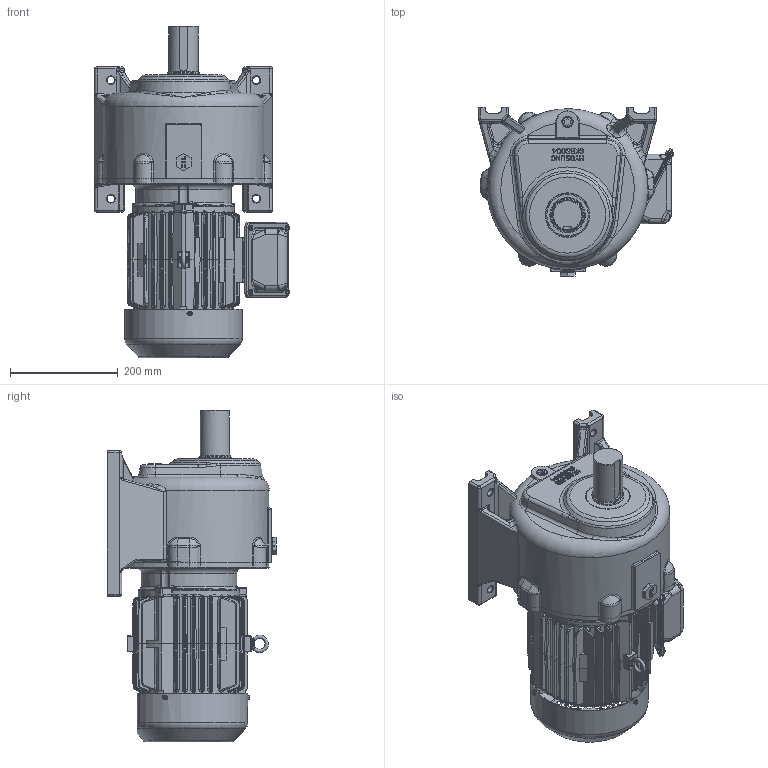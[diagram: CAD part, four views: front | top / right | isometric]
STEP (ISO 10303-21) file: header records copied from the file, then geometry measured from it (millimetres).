
FILE_DESCRIPTION(/* description */ ('Unknown'),/* implementation_level */ '2;1');
FILE_NAME(/* name */ 'EK2DO07146_FHB_2.2kW_R75_CUSTOMER',/* time_stamp */ '2019-06-24T10:31:27+09:00',/* author */ ('Unknown'),/* organization */ ('Unknown'),/* preprocessor_version */ 'ST-DEVELOPER v16.7',/* originating_system */ 'DEX',/* authorisation */ $);
FILE_SCHEMA (('AP203_CONFIGURATION_CONTROLLED_3D_DESIGN_OF_MECHANICAL_PARTS_AND_ASSEMBLIES_MIM_LF { 1 0 10303 203 3 1 4 }','AP242_MANAGED_MODEL_BASED_3D_ENGINEERING_MIM_LF { 1 0 10303 442 1 1 4 }','AUTOMOTIVE_DESIGN {1 0 10303 214 3 1 1}'));
Products named in the file (22): EK2DO07146_FHB_2.2kW_R75_CUSTOMER; DKA0101504_DGKBS004_Casing_mbs_kmj_CUSTOMER; DKA0700402_DGKDS008; DKA0800191_DGKBS390_CUSTOMER; 4-2 FR.100L_Round Frame_CUSTOMER; 1-2 Round Frame + 嬴檜; FR.100L_ROUND_DMA0300846; M8_嬴檜; 2-1 �ݺ��� �����+��켓+후드+볼트; DSMW10384_饶3; M5x8_饶靛; 3-1 FR.100~132 繹っ 欽; DSMW10140_欽濠4; DSMW10141_ī1; 陛蝶鰍_; ~FR.132 炼赋杭飘柬姼_旎る矂; Oil Seal(60x82x12); Oil Seal(60x82x12) 胶橇; Socket Plug Conical Hole Thread R 1-2 DIN 906(Screw Plug Conical Hole
 Thread R 1-2 DIN 906); 1in BSP Tank Plug_5530
Assembly tree (26 placements, depth 4):
  EK2DO07146_FHB_2.2kW_R75_CUSTOMER
    DKA0101504_DGKBS004_Casing_mbs_kmj_CUSTOMER
    DKA0700402_DGKDS008
    DKA0800191_DGKBS390_CUSTOMER
    4-2 FR.100L_Round Frame_CUSTOMER
      1-2 Round Frame + 嬴檜
        FR.100L_ROUND_DMA0300846
        M8_嬴檜
      2-1 �ݺ��� �����+��켓+후드+볼트
        DSMW10384_饶3
        M5x8_饶靛  x3
      3-1 FR.100~132 繹っ 欽
        DSMW10140_欽濠4
        DSMW10141_ī1
        陛蝶鰍_
        ~FR.132 炼赋杭飘柬姼_旎る矂  x4
        陛蝶鰍_
    Oil Seal(60x82x12)
      Oil Seal(60x82x12)
      Oil Seal(60x82x12) 胶橇
    Socket Plug Conical Hole Thread R 1-2 DIN 906(Screw Plug Conical Hole
 Thread R 1-2 DIN 906)
    1in BSP Tank Plug_5530
Bounding box: 361.42 x 314.04 x 615 mm (x, y, z)
Volume: 23367309.7 mm3; surface area: 1363744.5 mm2
Topology: 21 solids, 21 shells, 4022 faces, 10587 edges, 6615 vertices
Faces by surface type: cylinder 1466, plane 1455, bspline 806, torus 171, cone 91, sphere 33
Full cylindrical faces by diameter (mm): 1.5 x1, 4.917 x8, 5 x7, 6 x5, 6.647 x14, 7 x12, 8 x9, 8.376 x12, 9 x4, 10 x1, 10.5 x4, 12 x6, 14 x4, 16 x1, 18 x2, 26 x1, 40 x1, 42 x1, 55 x1, 60 x2, 63.8 x1, 69 x1, 78 x1, 82 x2, 182 x2, 266 x1, 275 x1, 280 x1
Entity records: 133300 total; most frequent: CARTESIAN_POINT 40260, ORIENTED_EDGE 19864, DIRECTION 18366, EDGE_CURVE 9932, AXIS2_PLACEMENT_3D 6810, VERTEX_POINT 6332, LINE 4746, VECTOR 4746
